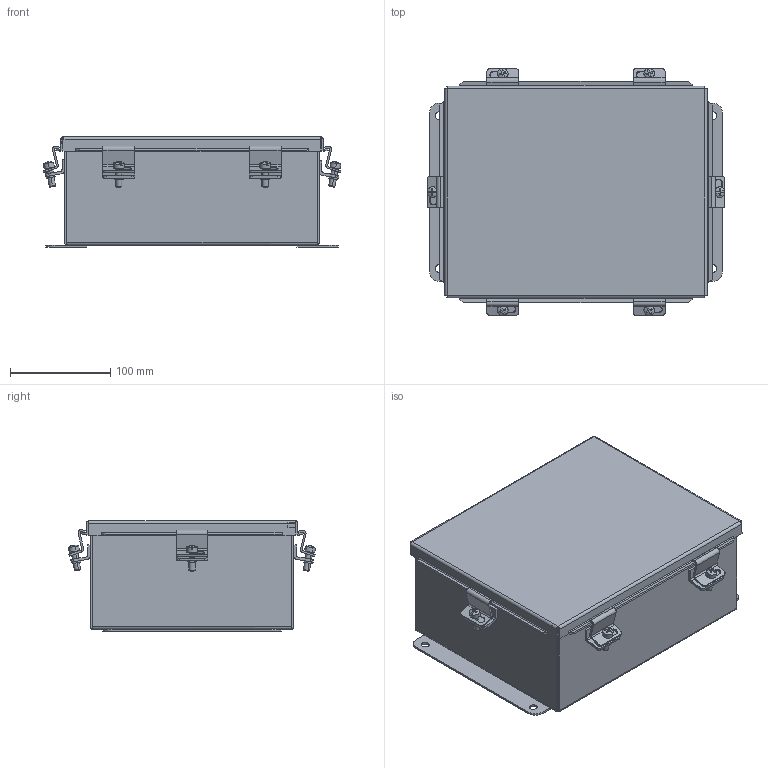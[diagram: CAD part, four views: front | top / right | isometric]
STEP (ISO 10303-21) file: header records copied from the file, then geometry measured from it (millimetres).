
FILE_DESCRIPTION (( 'STEP AP214' ), '1' );
FILE_NAME ('BN4100804AL.STEP', '2016-02-02T20:02:59', ( '' ), ( '' ), 'SwSTEP 2.0', 'SolidWorks 2014', '' );
FILE_SCHEMA (( 'AUTOMOTIVE_DESIGN' ));
Length unit declared in the file: inch
Products named in the file (10): 34848_1; BN4100804ALBKP_1; 38830_1; BN41008ALLID_1; 316164_1; 3086_1; 372135_1; C2002_1; 3887_1; BN4100804AL
Assembly tree (29 placements, depth 2):
  BN4100804AL
    3887_1  x4
    C2002_1  x6
    372135_1  x6
    3086_1  x6
    316164_1  x2
    BN41008ALLID_1
    38830_1
    BN4100804ALBKP_1
    34848_1  x2
Bounding box: 297.32 x 246.66 x 110.15 mm (x, y, z)
Volume: 536474.1 mm3; surface area: 541423.6 mm2
Topology: 29 solids, 29 shells, 657 faces, 1616 edges, 1030 vertices
Faces by surface type: plane 363, cylinder 224, cone 30, bspline 24, sphere 12, torus 4
Entity records: 12764 total; most frequent: CARTESIAN_POINT 3101, DIRECTION 1352, ORIENTED_EDGE 1352, EDGE_CURVE 676, VECTOR 488, LINE 488, AXIS2_PLACEMENT_3D 432, VERTEX_POINT 415
